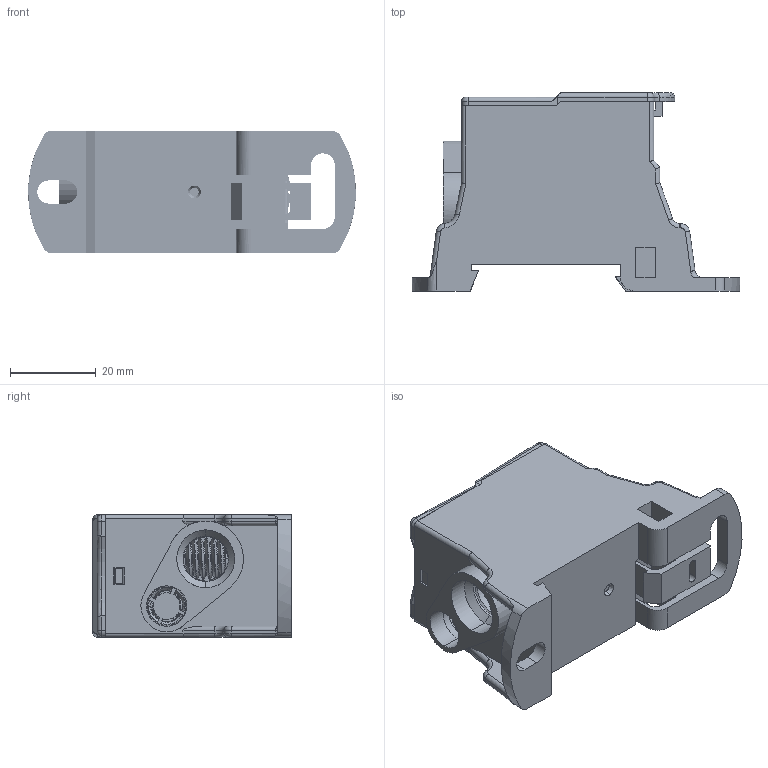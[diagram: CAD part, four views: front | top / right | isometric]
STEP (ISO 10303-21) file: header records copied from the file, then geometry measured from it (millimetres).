
FILE_DESCRIPTION (( 'STEP AP203' ), '1' );
FILE_NAME ('QM112508C.STEP', '2024-03-18T09:21:38', ( '' ), ( '' ), 'SwSTEP 2.0', 'SolidWorks 2022', '' );
FILE_SCHEMA (( 'CONFIG_CONTROL_DESIGN' ));
Length unit declared in the file: millimetre
Products named in the file (1): QM112508C
Bounding box: 76.33 x 46.2 x 28.6 mm (x, y, z)
Surface area: 33073 mm2 (no closed solid volume)
Topology: 0 solids, 17 shells, 1515 faces, 4263 edges, 2792 vertices
Faces by surface type: bspline 591, cylinder 542, plane 265, torus 51, cone 50, sphere 16
Entity records: 160696 total; most frequent: CARTESIAN_POINT 132250, ORIENTED_EDGE 8469, EDGE_CURVE 4240, B_SPLINE_CURVE_WITH_KNOTS 4115, VERTEX_POINT 2789, DIRECTION 1882, EDGE_LOOP 1619, ADVANCED_FACE 1515
